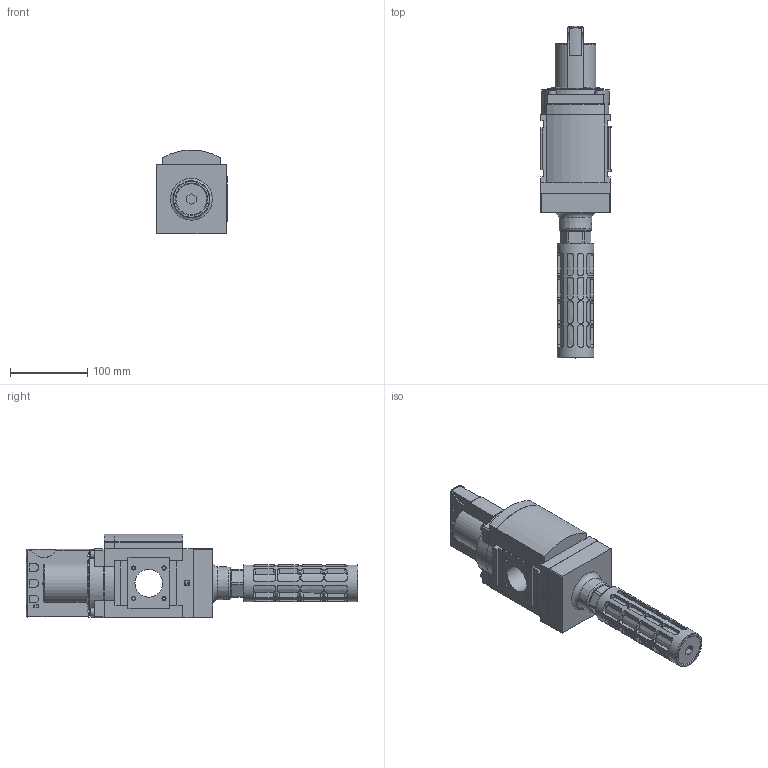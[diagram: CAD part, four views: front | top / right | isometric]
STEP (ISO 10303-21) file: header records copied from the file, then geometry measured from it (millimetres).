
FILE_DESCRIPTION(/* description */ ('STEP AP214'),/* implementation_level */ '2;1');
FILE_NAME(/* name */ '562954_MS9-EM-NG-S-VS',/* time_stamp */ '2024-09-11T15:41:25+02:00',/* author */ ('License CC BY-ND 4.0'),/* organization */ ('CADENAS'),/* preprocessor_version */ 'ST-DEVELOPER v19.3',/* originating_system */ 'PARTsolutions',/* authorisation */ ' ');
FILE_SCHEMA (('AUTOMOTIVE_DESIGN {1 0 10303 214 3 1 1}'));
Length unit declared in the file: millimetre
Products named in the file (4): 562954 MS9-EM-NG-S-VS; 562178 MS-EM016; 151990 U-1-B; 707201 MS9
Assembly tree (3 placements, depth 2):
  562954 MS9-EM-NG-S-VS
    562178 MS-EM016
    151990 U-1-B
    707201 MS9
Bounding box: 91.5 x 430.8 x 108.79 mm (x, y, z)
Volume: 1658736.2 mm3; surface area: 196396.1 mm2
Topology: 3 solids, 3 shells, 757 faces, 1984 edges, 1316 vertices
Faces by surface type: plane 432, cylinder 255, cone 52, torus 14, sphere 4
Full cylindrical faces by diameter (mm): 4.134 x8, 9.728 x1, 10 x4, 13 x1, 20 x1, 34 x1, 36 x2, 40.1 x1, 47.8 x1, 72 x1
Entity records: 29092 total; most frequent: CARTESIAN_POINT 5690, ORIENTED_EDGE 3870, DIRECTION 3505, EDGE_CURVE 1935, VERTEX_POINT 1310, AXIS2_PLACEMENT_3D 1217, LINE 1071, VECTOR 1071
